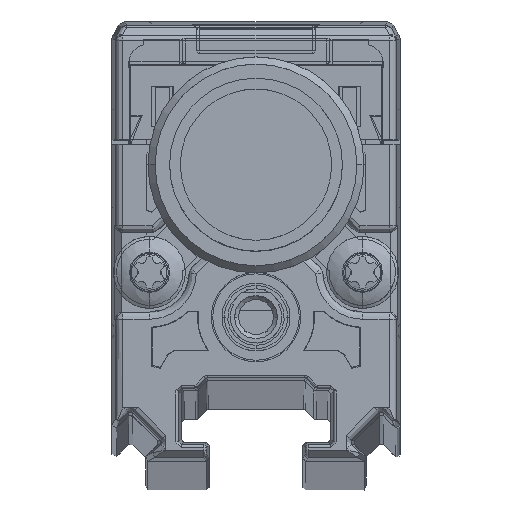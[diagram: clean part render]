
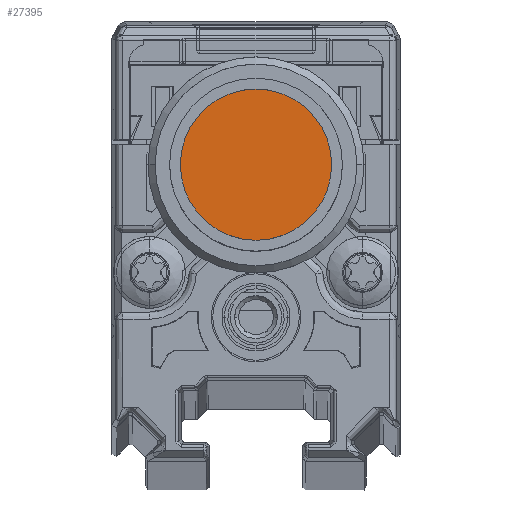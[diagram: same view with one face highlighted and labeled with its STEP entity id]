
A CAD part, top view. The second image highlights one B-rep face of the part: STEP entity #27395.
In plain terms, the highlighted face is planar.
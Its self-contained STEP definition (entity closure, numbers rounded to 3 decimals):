
#26595=CARTESIAN_POINT('',(0.,0.,0.));
#26596=DIRECTION('',(0.,-1.,0.));
#26597=DIRECTION('',(1.,0.,0.));
#26598=AXIS2_PLACEMENT_3D('',#26595,#26596,#26597);
#26600=CARTESIAN_POINT('',(0.,0.,0.));
#26601=DIRECTION('',(0.,-1.,0.));
#26602=DIRECTION('',(-1.,0.,0.));
#26603=AXIS2_PLACEMENT_3D('',#26600,#26601,#26602);
#26701=CARTESIAN_POINT('',(-5.25,0.,0.));
#26702=VERTEX_POINT('',#26701);
#26703=CARTESIAN_POINT('',(5.25,0.,0.));
#26704=VERTEX_POINT('',#26703);
#27386=CARTESIAN_POINT('',(0.,0.,0.));
#27387=DIRECTION('',(0.,-1.,0.));
#27388=DIRECTION('',(1.,0.,0.));
#27389=AXIS2_PLACEMENT_3D('',#27386,#27387,#27388);
#27390=PLANE('',#27389);
#27391=ORIENTED_EDGE('',*,*,#27372,.T.);
#27392=ORIENTED_EDGE('',*,*,#27354,.T.);
#27393=EDGE_LOOP('',(#27391,#27392));
#27394=FACE_OUTER_BOUND('',#27393,.F.);
#27395=ADVANCED_FACE('',(#27394),#27390,.F.);
#26599=CIRCLE('',#26598,5.25);
#26604=CIRCLE('',#26603,5.25);
#27354=EDGE_CURVE('',#26702,#26704,#26604,.T.);
#27372=EDGE_CURVE('',#26704,#26702,#26599,.T.);
